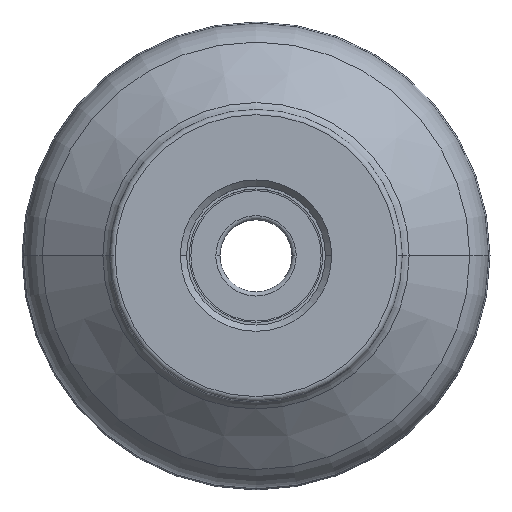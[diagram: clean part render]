
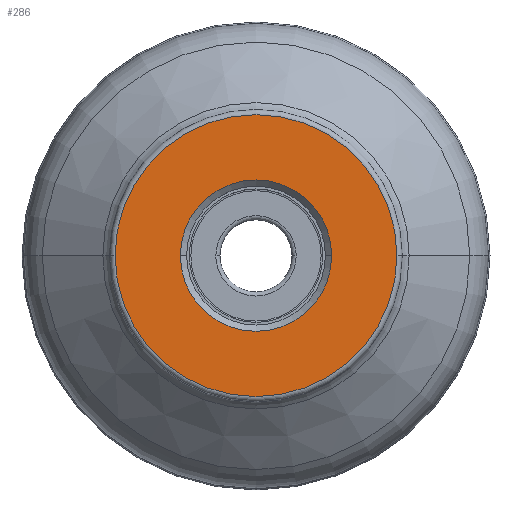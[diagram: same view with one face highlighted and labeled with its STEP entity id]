
A CAD part, top view. The second image highlights one B-rep face of the part: STEP entity #286.
In plain terms, the highlighted planar face has unit normal (0, 0, 1).
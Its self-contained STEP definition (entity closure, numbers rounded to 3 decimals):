
#63=PLANE('',#2592);
#71=FACE_BOUND('',#584,.T.);
#72=FACE_BOUND('',#585,.T.);
#286=ADVANCED_FACE('',(#71,#72),#63,.T.);
#584=EDGE_LOOP('',(#1033,#1034));
#585=EDGE_LOOP('',(#1035,#1036,#1037,#1038));
#1033=ORIENTED_EDGE('',*,*,#1653,.F.);
#1034=ORIENTED_EDGE('',*,*,#1657,.F.);
#1035=ORIENTED_EDGE('',*,*,#1658,.F.);
#1036=ORIENTED_EDGE('',*,*,#1659,.F.);
#1037=ORIENTED_EDGE('',*,*,#1660,.F.);
#1038=ORIENTED_EDGE('',*,*,#1661,.F.);
#1373=VERTEX_POINT('',#5503);
#1374=VERTEX_POINT('',#5505);
#1376=VERTEX_POINT('',#5514);
#1377=VERTEX_POINT('',#5515);
#1378=VERTEX_POINT('',#5517);
#1379=VERTEX_POINT('',#5519);
#1653=EDGE_CURVE('',#1373,#1374,#2033,.T.);
#1657=EDGE_CURVE('',#1374,#1373,#2037,.T.);
#1658=EDGE_CURVE('',#1376,#1377,#2038,.T.);
#1659=EDGE_CURVE('',#1378,#1376,#2039,.T.);
#1660=EDGE_CURVE('',#1379,#1378,#2040,.T.);
#1661=EDGE_CURVE('',#1377,#1379,#2041,.T.);
#2033=CIRCLE('',#2581,26.815);
#2037=CIRCLE('',#2586,26.815);
#2038=CIRCLE('',#2588,14.4);
#2039=CIRCLE('',#2589,14.4);
#2040=CIRCLE('',#2590,14.4);
#2041=CIRCLE('',#2591,14.4);
#2581=AXIS2_PLACEMENT_3D('',#5504,#3168,#3169);
#2586=AXIS2_PLACEMENT_3D('',#5511,#3178,#3179);
#2588=AXIS2_PLACEMENT_3D('',#5513,#3182,#3183);
#2589=AXIS2_PLACEMENT_3D('',#5516,#3184,#3185);
#2590=AXIS2_PLACEMENT_3D('',#5518,#3186,#3187);
#2591=AXIS2_PLACEMENT_3D('',#5520,#3188,#3189);
#2592=AXIS2_PLACEMENT_3D('',#5521,#3190,#3191);
#3168=DIRECTION('',(0.,0.,-1.));
#3169=DIRECTION('',(-1.,0.,0.));
#3178=DIRECTION('',(0.,0.,-1.));
#3179=DIRECTION('',(1.,0.,0.));
#3182=DIRECTION('',(0.,0.,1.));
#3183=DIRECTION('',(-1.,0.,0.));
#3184=DIRECTION('',(0.,0.,1.));
#3185=DIRECTION('',(0.,1.,0.));
#3186=DIRECTION('',(0.,0.,1.));
#3187=DIRECTION('',(1.,0.,0.));
#3188=DIRECTION('',(0.,0.,1.));
#3189=DIRECTION('',(0.,-1.,0.));
#3190=DIRECTION('',(0.,0.,1.));
#3191=DIRECTION('',(-1.,0.,0.));
#5503=CARTESIAN_POINT('',(-26.815,0.,0.));
#5504=CARTESIAN_POINT('',(0.,0.,0.));
#5505=CARTESIAN_POINT('',(26.815,0.,0.));
#5511=CARTESIAN_POINT('',(0.,0.,0.));
#5513=CARTESIAN_POINT('',(0.,0.,0.));
#5514=CARTESIAN_POINT('',(-14.4,0.,0.));
#5515=CARTESIAN_POINT('',(0.,-14.4,0.));
#5516=CARTESIAN_POINT('',(0.,0.,0.));
#5517=CARTESIAN_POINT('',(0.,14.4,0.));
#5518=CARTESIAN_POINT('',(0.,0.,0.));
#5519=CARTESIAN_POINT('',(14.4,0.,0.));
#5520=CARTESIAN_POINT('',(0.,0.,0.));
#5521=CARTESIAN_POINT('',(0.,0.,0.));
